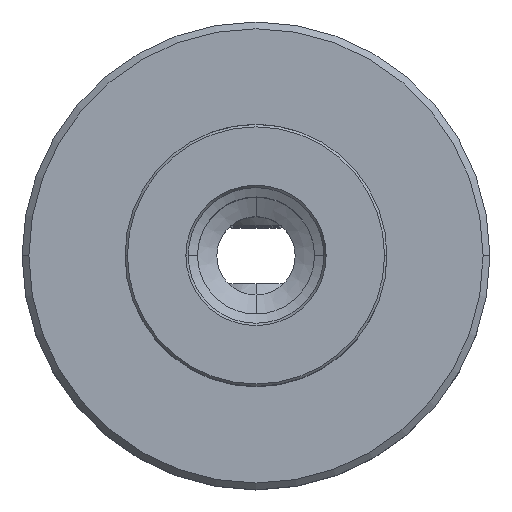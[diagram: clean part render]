
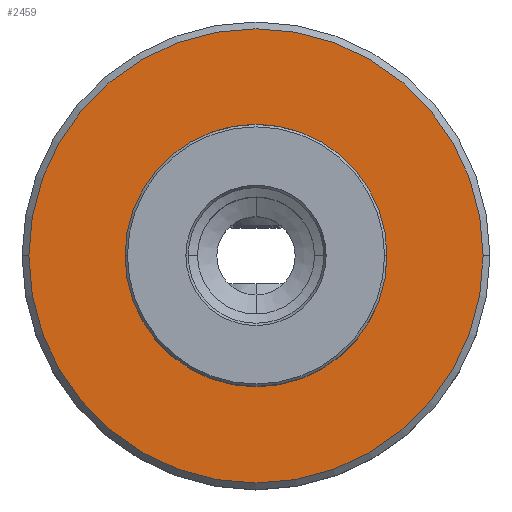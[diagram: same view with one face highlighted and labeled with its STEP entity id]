
A CAD part, top view. The second image highlights one B-rep face of the part: STEP entity #2459.
In plain terms, the highlighted planar face has unit normal (0, 0, 1).
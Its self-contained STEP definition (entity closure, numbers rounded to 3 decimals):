
#1859=VERTEX_POINT('NONE',#5288);
#2459=ADVANCED_FACE('NONE',(#5946,#5947),#5948,.F.);
#3083=EDGE_CURVE('NONE',#5099,#4233,#6652,.T.);
#3927=EDGE_CURVE('NONE',#4233,#5099,#7587,.T.);
#4233=VERTEX_POINT('NONE',#7913);
#4241=EDGE_CURVE('NONE',#4465,#1859,#7921,.T.);
#4465=VERTEX_POINT('NONE',#8161);
#4499=EDGE_CURVE('NONE',#1859,#4465,#8196,.T.);
#5099=VERTEX_POINT('NONE',#8867);
#5288=CARTESIAN_POINT('',(-24.275,0.,0.0));
#5946=FACE_OUTER_BOUND('',#11009,.T.);
#5947=FACE_BOUND('',#11010,.T.);
#5948=PLANE('',#11011);
#6652=CIRCLE('',#12917,13.9);
#7587=CIRCLE('',#15573,13.9);
#7913=CARTESIAN_POINT('',(-13.9,0.,0.));
#7921=CIRCLE('',#16357,24.275);
#8161=CARTESIAN_POINT('',(24.275,0.,0.0));
#8196=CIRCLE('',#16957,24.275);
#8867=CARTESIAN_POINT('',(13.9,0.,0.));
#11009=EDGE_LOOP('',(#19663,#19664));
#11010=EDGE_LOOP('',(#19665,#19666));
#11011=AXIS2_PLACEMENT_3D('',#19667,#19668,#19669);
#12917=AXIS2_PLACEMENT_3D('',#20517,#20518,#20519);
#15573=AXIS2_PLACEMENT_3D('',#21419,#21420,#21421);
#16357=AXIS2_PLACEMENT_3D('',#21704,#21705,#21706);
#16957=AXIS2_PLACEMENT_3D('',#21931,#21932,#21933);
#19663=ORIENTED_EDGE('',*,*,#4499,.T.);
#19664=ORIENTED_EDGE('',*,*,#4241,.T.);
#19665=ORIENTED_EDGE('',*,*,#3083,.T.);
#19666=ORIENTED_EDGE('',*,*,#3927,.T.);
#19667=CARTESIAN_POINT('',(0.0,0.0,0.0));
#19668=DIRECTION('',(0.0,0.0,-1.0));
#19669=DIRECTION('',(-1.0,0.0,0.0));
#20517=CARTESIAN_POINT('',(0.0,0.0,0.0));
#20518=DIRECTION('',(0.0,0.0,-1.0));
#20519=DIRECTION('',(0.0,1.0,0.0));
#21419=CARTESIAN_POINT('',(0.0,0.0,0.0));
#21420=DIRECTION('',(0.0,0.0,-1.0));
#21421=DIRECTION('',(0.0,1.0,0.0));
#21704=CARTESIAN_POINT('',(0.0,0.0,0.0));
#21705=DIRECTION('',(-0.0,0.0,1.0));
#21706=DIRECTION('',(0.0,-1.0,0.0));
#21931=CARTESIAN_POINT('',(0.0,0.0,0.0));
#21932=DIRECTION('',(-0.0,0.0,1.0));
#21933=DIRECTION('',(0.0,-1.0,0.0));
